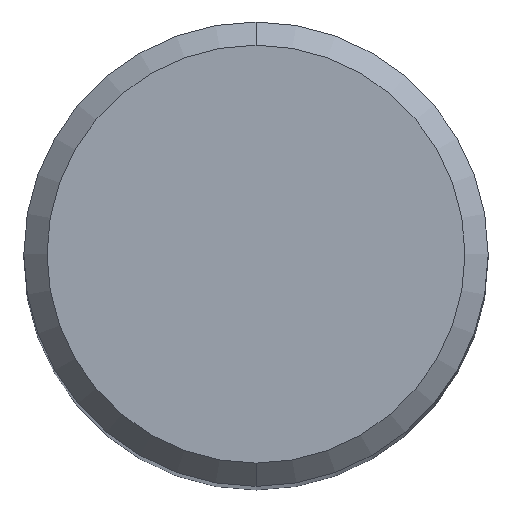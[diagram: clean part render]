
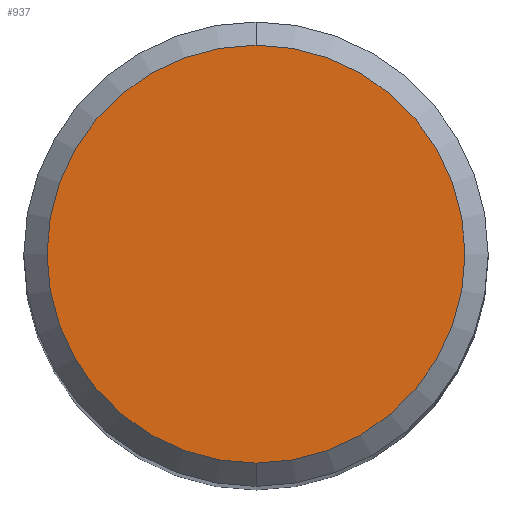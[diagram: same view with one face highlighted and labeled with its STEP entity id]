
A CAD part, top view. The second image highlights one B-rep face of the part: STEP entity #937.
In plain terms, the highlighted planar face has unit normal (0, 0, 1).
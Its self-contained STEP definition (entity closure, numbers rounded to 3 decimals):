
#671=VERTEX_POINT('',#1386);
#915=EDGE_CURVE('',#671,#961,#1650,.T.);
#937=ADVANCED_FACE('',(#1674),#1675,.T.);
#961=VERTEX_POINT('',#1700);
#969=EDGE_CURVE('',#961,#671,#1709,.T.);
#1386=CARTESIAN_POINT('',(0.0,3.6,0.0));
#1650=CIRCLE('',#9246,3.6);
#1674=FACE_OUTER_BOUND('',#9332,.T.);
#1675=PLANE('',#9333);
#1700=CARTESIAN_POINT('',(0.,-3.6,0.0));
#1709=CIRCLE('',#9425,3.6);
#9246=AXIS2_PLACEMENT_3D('',#10349,#10350,#10351);
#9332=EDGE_LOOP('',(#10378,#10379));
#9333=AXIS2_PLACEMENT_3D('',#10380,#10381,#10382);
#9425=AXIS2_PLACEMENT_3D('',#10407,#10408,#10409);
#10349=CARTESIAN_POINT('',(0.0,0.0,0.0));
#10350=DIRECTION('',(0.0,0.0,-1.0));
#10351=DIRECTION('',(0.0,1.0,0.0));
#10378=ORIENTED_EDGE('',*,*,#915,.F.);
#10379=ORIENTED_EDGE('',*,*,#969,.F.);
#10380=CARTESIAN_POINT('',(0.0,1.8,0.0));
#10381=DIRECTION('',(-0.0,0.0,1.0));
#10382=DIRECTION('',(0.0,-1.0,0.0));
#10407=CARTESIAN_POINT('',(0.0,0.0,0.0));
#10408=DIRECTION('',(0.0,0.0,-1.0));
#10409=DIRECTION('',(0.0,1.0,0.0));
